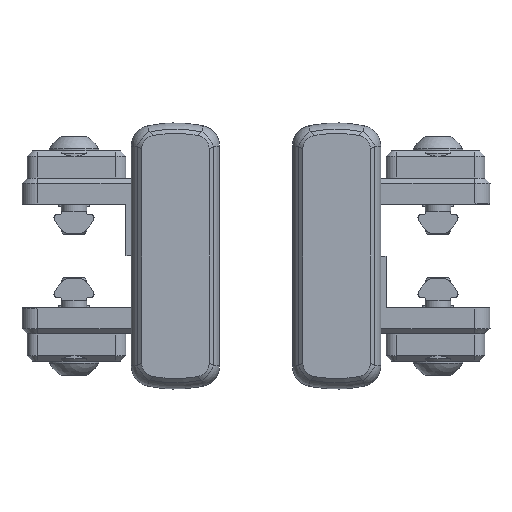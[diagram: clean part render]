
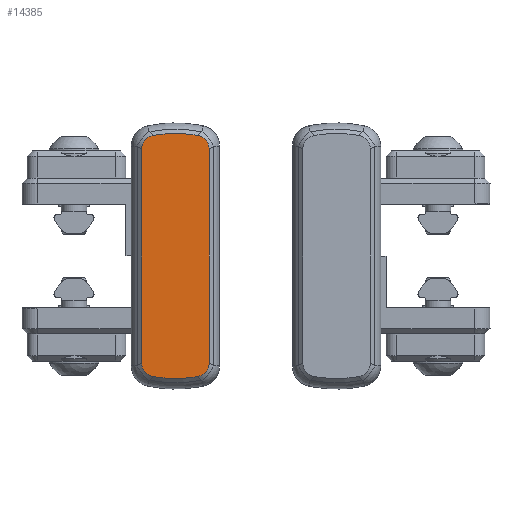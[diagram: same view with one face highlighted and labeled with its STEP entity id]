
A CAD part, front view. The second image highlights one B-rep face of the part: STEP entity #14385.
In plain terms, the highlighted face is planar.
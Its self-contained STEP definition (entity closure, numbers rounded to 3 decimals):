
#875=PLANE('',#15615);
#1316=CIRCLE('',#15613,23.589);
#1318=CIRCLE('',#15616,23.589);
#2235=FACE_OUTER_BOUND('',#3117,.T.);
#3117=EDGE_LOOP('',(#12062,#12063,#12064,#12065,#12066,#12067,#12068,#12069));
#4368=LINE('',#24698,#5668);
#4369=LINE('',#24724,#5669);
#5668=VECTOR('',#18503,10.);
#5669=VECTOR('',#18506,10.);
#6267=B_SPLINE_CURVE_WITH_KNOTS('',3,(#24660,#24661,#24662,#24663,#24664,
#24665,#24666,#24667,#24668,#24669),.UNSPECIFIED.,.F.,.F.,(4,2,2,2,4),(0.,
0.123,0.223,0.308,0.401),
 .UNSPECIFIED.);
#6271=B_SPLINE_CURVE_WITH_KNOTS('',3,(#24700,#24701,#24702,#24703,#24704,
#24705,#24706,#24707,#24708,#24709),.UNSPECIFIED.,.F.,.F.,(4,2,2,2,4),(0.,
0.123,0.223,0.309,0.401),
 .UNSPECIFIED.);
#6272=B_SPLINE_CURVE_WITH_KNOTS('',3,(#24713,#24714,#24715,#24716,#24717,
#24718,#24719,#24720,#24721,#24722),.UNSPECIFIED.,.F.,.F.,(4,2,2,2,4),(0.,
0.123,0.223,0.308,0.401),
 .UNSPECIFIED.);
#6273=B_SPLINE_CURVE_WITH_KNOTS('',3,(#24725,#24726,#24727,#24728,#24729,
#24730,#24731,#24732,#24733,#24734),.UNSPECIFIED.,.F.,.F.,(4,2,2,2,4),(0.,
0.123,0.223,0.309,0.401),
 .UNSPECIFIED.);
#7061=VERTEX_POINT('',#24658);
#7062=VERTEX_POINT('',#24659);
#7067=VERTEX_POINT('',#24688);
#7069=VERTEX_POINT('',#24697);
#7070=VERTEX_POINT('',#24699);
#7071=VERTEX_POINT('',#24710);
#7072=VERTEX_POINT('',#24712);
#7073=VERTEX_POINT('',#24723);
#8786=EDGE_CURVE('',#7061,#7062,#6267,.T.);
#8793=EDGE_CURVE('',#7062,#7067,#1316,.T.);
#8796=EDGE_CURVE('',#7069,#7061,#4368,.T.);
#8797=EDGE_CURVE('',#7070,#7069,#6271,.T.);
#8798=EDGE_CURVE('',#7071,#7070,#1318,.T.);
#8799=EDGE_CURVE('',#7072,#7071,#6272,.T.);
#8800=EDGE_CURVE('',#7073,#7072,#4369,.T.);
#8801=EDGE_CURVE('',#7067,#7073,#6273,.T.);
#12062=ORIENTED_EDGE('',*,*,#8786,.F.);
#12063=ORIENTED_EDGE('',*,*,#8796,.F.);
#12064=ORIENTED_EDGE('',*,*,#8797,.F.);
#12065=ORIENTED_EDGE('',*,*,#8798,.F.);
#12066=ORIENTED_EDGE('',*,*,#8799,.F.);
#12067=ORIENTED_EDGE('',*,*,#8800,.F.);
#12068=ORIENTED_EDGE('',*,*,#8801,.F.);
#12069=ORIENTED_EDGE('',*,*,#8793,.F.);
#14385=ADVANCED_FACE('',(#2235),#875,.F.);
#15613=AXIS2_PLACEMENT_3D('',#24689,#18497,#18498);
#15615=AXIS2_PLACEMENT_3D('',#24696,#18501,#18502);
#15616=AXIS2_PLACEMENT_3D('',#24711,#18504,#18505);
#18497=DIRECTION('center_axis',(0.,0.,1.));
#18498=DIRECTION('ref_axis',(0.208,0.978,0.));
#18501=DIRECTION('center_axis',(0.,0.,1.));
#18502=DIRECTION('ref_axis',(1.,0.,0.));
#18503=DIRECTION('',(0.,1.,0.));
#18504=DIRECTION('center_axis',(0.,0.,1.));
#18505=DIRECTION('ref_axis',(-0.208,-0.978,0.));
#18506=DIRECTION('',(0.,-1.,0.));
#24658=CARTESIAN_POINT('',(-124.,28.891,0.));
#24659=CARTESIAN_POINT('',(-126.328,31.674,0.));
#24660=CARTESIAN_POINT('Ctrl Pts',(-124.,28.891,0.));
#24661=CARTESIAN_POINT('Ctrl Pts',(-124.,29.3,0.));
#24662=CARTESIAN_POINT('Ctrl Pts',(-124.066,29.706,0.));
#24663=CARTESIAN_POINT('Ctrl Pts',(-124.348,30.391,0.));
#24664=CARTESIAN_POINT('Ctrl Pts',(-124.529,30.667,0.));
#24665=CARTESIAN_POINT('Ctrl Pts',(-124.964,31.101,0.));
#24666=CARTESIAN_POINT('Ctrl Pts',(-125.195,31.263,0.));
#24667=CARTESIAN_POINT('Ctrl Pts',(-125.725,31.527,0.));
#24668=CARTESIAN_POINT('Ctrl Pts',(-126.023,31.62,0.));
#24669=CARTESIAN_POINT('Ctrl Pts',(-126.328,31.674,0.));
#24688=CARTESIAN_POINT('',(-134.672,31.674,0.));
#24689=CARTESIAN_POINT('Origin',(-130.5,8.457,0.));
#24696=CARTESIAN_POINT('Origin',(-130.5,8.457,0.));
#24697=CARTESIAN_POINT('',(-124.,-11.976,0.));
#24698=CARTESIAN_POINT('',(-124.,-2.1,0.));
#24699=CARTESIAN_POINT('',(-126.328,-14.76,0.));
#24700=CARTESIAN_POINT('Ctrl Pts',(-126.328,-14.76,0.));
#24701=CARTESIAN_POINT('Ctrl Pts',(-125.924,-14.688,
0.));
#24702=CARTESIAN_POINT('Ctrl Pts',(-125.534,-14.55,
0.));
#24703=CARTESIAN_POINT('Ctrl Pts',(-124.909,-14.149,
0.));
#24704=CARTESIAN_POINT('Ctrl Pts',(-124.669,-13.921,0.));
#24705=CARTESIAN_POINT('Ctrl Pts',(-124.318,-13.413,
0.));
#24706=CARTESIAN_POINT('Ctrl Pts',(-124.2,-13.156,
0.));
#24707=CARTESIAN_POINT('Ctrl Pts',(-124.037,-12.589,0.));
#24708=CARTESIAN_POINT('Ctrl Pts',(-124.,-12.283,
0.));
#24709=CARTESIAN_POINT('Ctrl Pts',(-124.,-11.976,
0.));
#24710=CARTESIAN_POINT('',(-134.672,-14.76,0.));
#24711=CARTESIAN_POINT('Origin',(-130.5,8.457,0.));
#24712=CARTESIAN_POINT('',(-137.,-11.976,0.));
#24713=CARTESIAN_POINT('Ctrl Pts',(-137.,-11.976,
0.));
#24714=CARTESIAN_POINT('Ctrl Pts',(-137.,-12.386,
0.));
#24715=CARTESIAN_POINT('Ctrl Pts',(-136.934,-12.792,
0.));
#24716=CARTESIAN_POINT('Ctrl Pts',(-136.652,-13.477,
0.));
#24717=CARTESIAN_POINT('Ctrl Pts',(-136.471,-13.753,
0.));
#24718=CARTESIAN_POINT('Ctrl Pts',(-136.036,-14.187,0.));
#24719=CARTESIAN_POINT('Ctrl Pts',(-135.805,-14.349,
0.));
#24720=CARTESIAN_POINT('Ctrl Pts',(-135.275,-14.613,
0.));
#24721=CARTESIAN_POINT('Ctrl Pts',(-134.977,-14.705,
0.));
#24722=CARTESIAN_POINT('Ctrl Pts',(-134.672,-14.76,
0.));
#24723=CARTESIAN_POINT('',(-137.,28.891,0.));
#24724=CARTESIAN_POINT('',(-137.,19.015,0.));
#24725=CARTESIAN_POINT('Ctrl Pts',(-134.672,31.674,0.));
#24726=CARTESIAN_POINT('Ctrl Pts',(-135.076,31.602,0.));
#24727=CARTESIAN_POINT('Ctrl Pts',(-135.466,31.464,0.));
#24728=CARTESIAN_POINT('Ctrl Pts',(-136.091,31.063,0.));
#24729=CARTESIAN_POINT('Ctrl Pts',(-136.331,30.835,0.));
#24730=CARTESIAN_POINT('Ctrl Pts',(-136.682,30.327,0.));
#24731=CARTESIAN_POINT('Ctrl Pts',(-136.8,30.07,0.));
#24732=CARTESIAN_POINT('Ctrl Pts',(-136.963,29.503,0.));
#24733=CARTESIAN_POINT('Ctrl Pts',(-137.,29.197,0.));
#24734=CARTESIAN_POINT('Ctrl Pts',(-137.,28.891,0.));
